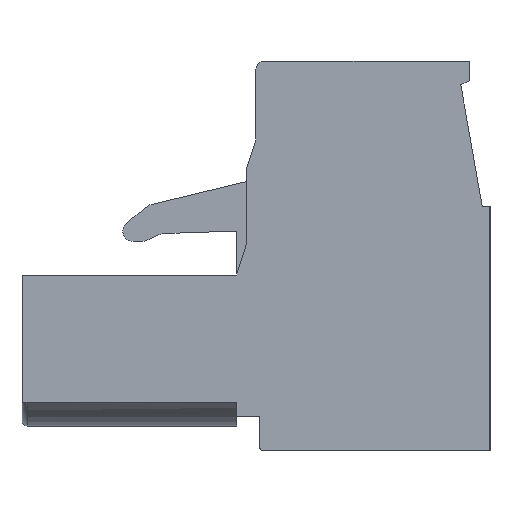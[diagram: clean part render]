
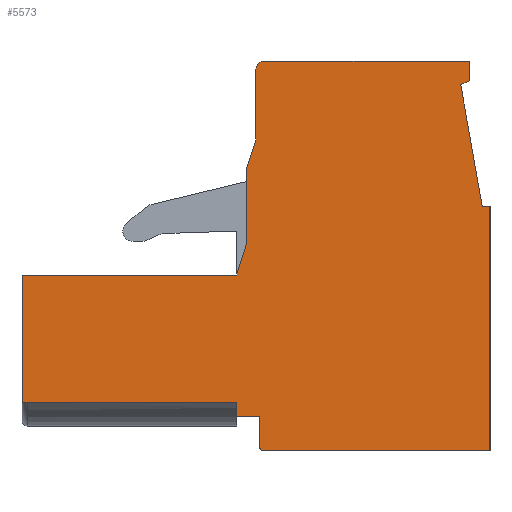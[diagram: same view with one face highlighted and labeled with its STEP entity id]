
A CAD part, left-side view. The second image highlights one B-rep face of the part: STEP entity #5573.
In plain terms, the highlighted planar face has unit normal (-1, 0, 0).
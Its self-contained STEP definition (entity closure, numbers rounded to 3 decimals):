
#16=DIRECTION('',(0.,1.,0.));
#17=VECTOR('',#16,8.8);
#18=CARTESIAN_POINT('',(0.,0.,-3.9));
#19=LINE('',#18,#17);
#20=CARTESIAN_POINT('',(0.,8.8,-3.8));
#21=DIRECTION('',(1.,0.,0.));
#22=DIRECTION('',(0.,0.,-1.));
#23=AXIS2_PLACEMENT_3D('',#20,#21,#22);
#25=DIRECTION('',(0.,0.,1.));
#26=VECTOR('',#25,1.2);
#27=CARTESIAN_POINT('',(0.,8.9,-3.8));
#28=LINE('',#27,#26);
#29=DIRECTION('',(0.,1.,0.));
#30=VECTOR('',#29,0.9);
#31=CARTESIAN_POINT('',(0.,8.9,-2.6));
#32=LINE('',#31,#30);
#33=DIRECTION('',(0.,0.,1.));
#34=VECTOR('',#33,0.57);
#35=CARTESIAN_POINT('',(0.,9.8,-2.6));
#36=LINE('',#35,#34);
#37=DIRECTION('',(0.,1.,0.));
#38=VECTOR('',#37,8.3);
#39=CARTESIAN_POINT('',(0.,9.8,-2.03));
#40=LINE('',#39,#38);
#41=DIRECTION('',(0.,0.,1.));
#42=VECTOR('',#41,4.92);
#43=CARTESIAN_POINT('',(0.,18.1,-2.03));
#44=LINE('',#43,#42);
#45=DIRECTION('',(0.,-1.,0.));
#46=VECTOR('',#45,8.3);
#47=CARTESIAN_POINT('',(0.,18.1,2.89));
#48=LINE('',#47,#46);
#49=DIRECTION('',(0.,-0.303,0.953));
#50=VECTOR('',#49,1.322);
#51=CARTESIAN_POINT('',(0.,9.8,2.89));
#52=LINE('',#51,#50);
#53=DIRECTION('',(0.,0.,1.));
#54=VECTOR('',#53,2.9);
#55=CARTESIAN_POINT('',(0.,9.4,4.15));
#56=LINE('',#55,#54);
#57=DIRECTION('',(0.,-0.303,0.953));
#58=VECTOR('',#57,1.154);
#59=CARTESIAN_POINT('',(0.,9.4,7.05));
#60=LINE('',#59,#58);
#61=DIRECTION('',(0.,0.,1.));
#62=VECTOR('',#61,2.7);
#63=CARTESIAN_POINT('',(0.,9.05,8.15));
#64=LINE('',#63,#62);
#65=CARTESIAN_POINT('',(0.,8.75,10.85));
#66=DIRECTION('',(-1.,0.,0.));
#67=DIRECTION('',(0.,0.,1.));
#68=AXIS2_PLACEMENT_3D('',#65,#66,#67);
#70=DIRECTION('',(0.,-1.,0.));
#71=VECTOR('',#70,7.95);
#72=CARTESIAN_POINT('',(0.,8.75,11.15));
#73=LINE('',#72,#71);
#74=DIRECTION('',(0.,0.,-1.));
#75=VECTOR('',#74,0.75);
#76=CARTESIAN_POINT('',(0.,0.8,11.15));
#77=LINE('',#76,#75);
#78=DIRECTION('',(0.,0.9,-0.436));
#79=VECTOR('',#78,0.367);
#80=CARTESIAN_POINT('',(0.,0.8,10.4));
#81=LINE('',#80,#79);
#82=DIRECTION('',(0.,-0.174,-0.985));
#83=VECTOR('',#82,4.763);
#84=CARTESIAN_POINT('',(0.,1.13,10.24));
#85=LINE('',#84,#83);
#86=DIRECTION('',(0.,-1.,0.));
#87=VECTOR('',#86,0.3);
#88=CARTESIAN_POINT('',(0.,0.3,5.55));
#89=LINE('',#88,#87);
#90=DIRECTION('',(0.,0.,-1.));
#91=VECTOR('',#90,9.45);
#92=CARTESIAN_POINT('',(0.,0.,5.55));
#93=LINE('',#92,#91);
#4614=CARTESIAN_POINT('',(0.,0.,-3.9));
#4615=CARTESIAN_POINT('',(0.,8.8,-3.9));
#4616=VERTEX_POINT('',#4614);
#4617=VERTEX_POINT('',#4615);
#4618=CARTESIAN_POINT('',(0.,18.1,-2.03));
#4619=CARTESIAN_POINT('',(0.,18.1,2.89));
#4620=VERTEX_POINT('',#4618);
#4621=VERTEX_POINT('',#4619);
#4622=CARTESIAN_POINT('',(0.,8.75,11.15));
#4623=CARTESIAN_POINT('',(0.,0.8,11.15));
#4624=VERTEX_POINT('',#4622);
#4625=VERTEX_POINT('',#4623);
#4626=CARTESIAN_POINT('',(0.,0.,5.55));
#4627=VERTEX_POINT('',#4626);
#4628=CARTESIAN_POINT('',(0.,8.9,-3.8));
#4629=CARTESIAN_POINT('',(0.,8.9,-2.6));
#4630=VERTEX_POINT('',#4628);
#4631=VERTEX_POINT('',#4629);
#4632=CARTESIAN_POINT('',(0.,9.8,-2.6));
#4633=VERTEX_POINT('',#4632);
#4634=CARTESIAN_POINT('',(0.,0.8,10.4));
#4635=VERTEX_POINT('',#4634);
#4636=CARTESIAN_POINT('',(0.,1.13,10.24));
#4637=VERTEX_POINT('',#4636);
#4638=CARTESIAN_POINT('',(0.,0.3,5.55));
#4639=VERTEX_POINT('',#4638);
#4640=CARTESIAN_POINT('',(0.,9.8,2.89));
#4641=CARTESIAN_POINT('',(0.,9.4,4.15));
#4642=VERTEX_POINT('',#4640);
#4643=VERTEX_POINT('',#4641);
#4644=CARTESIAN_POINT('',(0.,9.4,7.05));
#4645=VERTEX_POINT('',#4644);
#4646=CARTESIAN_POINT('',(0.,9.05,8.15));
#4647=VERTEX_POINT('',#4646);
#4648=CARTESIAN_POINT('',(0.,9.05,10.85));
#4649=VERTEX_POINT('',#4648);
#4650=CARTESIAN_POINT('',(0.,9.8,-2.03));
#4651=VERTEX_POINT('',#4650);
#5528=CARTESIAN_POINT('',(0.,21.136,-16.75));
#5529=DIRECTION('',(-1.,0.,0.));
#5530=DIRECTION('',(0.,-1.,0.));
#5531=AXIS2_PLACEMENT_3D('',#5528,#5529,#5530);
#5532=PLANE('',#5531);
#5534=ORIENTED_EDGE('',*,*,#5533,.T.);
#5536=ORIENTED_EDGE('',*,*,#5535,.T.);
#5538=ORIENTED_EDGE('',*,*,#5537,.T.);
#5540=ORIENTED_EDGE('',*,*,#5539,.T.);
#5542=ORIENTED_EDGE('',*,*,#5541,.T.);
#5544=ORIENTED_EDGE('',*,*,#5543,.T.);
#5546=ORIENTED_EDGE('',*,*,#5545,.T.);
#5548=ORIENTED_EDGE('',*,*,#5547,.T.);
#5550=ORIENTED_EDGE('',*,*,#5549,.T.);
#5552=ORIENTED_EDGE('',*,*,#5551,.T.);
#5554=ORIENTED_EDGE('',*,*,#5553,.T.);
#5556=ORIENTED_EDGE('',*,*,#5555,.T.);
#5558=ORIENTED_EDGE('',*,*,#5557,.F.);
#5560=ORIENTED_EDGE('',*,*,#5559,.T.);
#5562=ORIENTED_EDGE('',*,*,#5561,.T.);
#5564=ORIENTED_EDGE('',*,*,#5563,.T.);
#5566=ORIENTED_EDGE('',*,*,#5565,.T.);
#5568=ORIENTED_EDGE('',*,*,#5567,.T.);
#5570=ORIENTED_EDGE('',*,*,#5569,.T.);
#5571=EDGE_LOOP('',(#5534,#5536,#5538,#5540,#5542,#5544,#5546,#5548,#5550,#5552,
#5554,#5556,#5558,#5560,#5562,#5564,#5566,#5568,#5570));
#5572=FACE_OUTER_BOUND('',#5571,.F.);
#5573=ADVANCED_FACE('',(#5572),#5532,.T.);
#24=CIRCLE('',#23,0.1);
#69=CIRCLE('',#68,0.3);
#5533=EDGE_CURVE('',#4616,#4617,#19,.T.);
#5535=EDGE_CURVE('',#4617,#4630,#24,.T.);
#5537=EDGE_CURVE('',#4630,#4631,#28,.T.);
#5539=EDGE_CURVE('',#4631,#4633,#32,.T.);
#5541=EDGE_CURVE('',#4633,#4651,#36,.T.);
#5543=EDGE_CURVE('',#4651,#4620,#40,.T.);
#5545=EDGE_CURVE('',#4620,#4621,#44,.T.);
#5547=EDGE_CURVE('',#4621,#4642,#48,.T.);
#5549=EDGE_CURVE('',#4642,#4643,#52,.T.);
#5551=EDGE_CURVE('',#4643,#4645,#56,.T.);
#5553=EDGE_CURVE('',#4645,#4647,#60,.T.);
#5555=EDGE_CURVE('',#4647,#4649,#64,.T.);
#5557=EDGE_CURVE('',#4624,#4649,#69,.T.);
#5559=EDGE_CURVE('',#4624,#4625,#73,.T.);
#5561=EDGE_CURVE('',#4625,#4635,#77,.T.);
#5563=EDGE_CURVE('',#4635,#4637,#81,.T.);
#5565=EDGE_CURVE('',#4637,#4639,#85,.T.);
#5567=EDGE_CURVE('',#4639,#4627,#89,.T.);
#5569=EDGE_CURVE('',#4627,#4616,#93,.T.);
